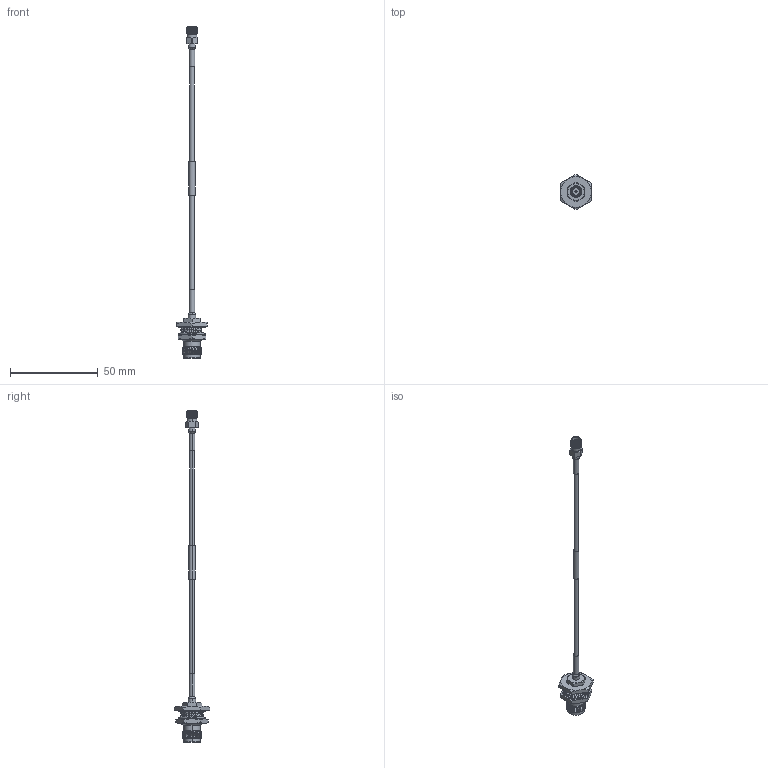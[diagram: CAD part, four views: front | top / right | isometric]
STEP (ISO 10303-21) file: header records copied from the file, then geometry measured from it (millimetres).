
FILE_DESCRIPTION (( 'STEP AP214' ), '1' );
FILE_NAME ('LCCA30631.step', '2020-05-06T20:34:44', ( '' ), ( '' ), 'SwSTEP 2.0', 'SolidWorks 2018', '' );
FILE_SCHEMA (( 'AUTOMOTIVE_DESIGN' ));
Length unit declared in the file: inch
Products named in the file (5): LCCA30631; LC085TBJ^LCCA30631; LCCN3063^LCCA30631_Heat Shrink; Label^LCCA30631; LCCN3046^LCCA30631_Heat Shrink
Assembly tree (4 placements, depth 2):
  LCCA30631
    LC085TBJ^LCCA30631
    Label^LCCA30631
    LCCN3063^LCCA30631_Heat Shrink
    LCCN3046^LCCA30631_Heat Shrink
Bounding box: 17.48 x 20.18 x 189.14 mm (x, y, z)
Volume: 3753 mm3; surface area: 5071.2 mm2
Topology: 8 solids, 10 shells, 342 faces, 911 edges, 603 vertices
Faces by surface type: cylinder 113, plane 83, bspline 83, cone 61, torus 2
Entity records: 26239 total; most frequent: CARTESIAN_POINT 18236, ORIENTED_EDGE 1822, DIRECTION 1262, EDGE_CURVE 911, VERTEX_POINT 603, AXIS2_PLACEMENT_3D 489, EDGE_LOOP 364, ADVANCED_FACE 342
